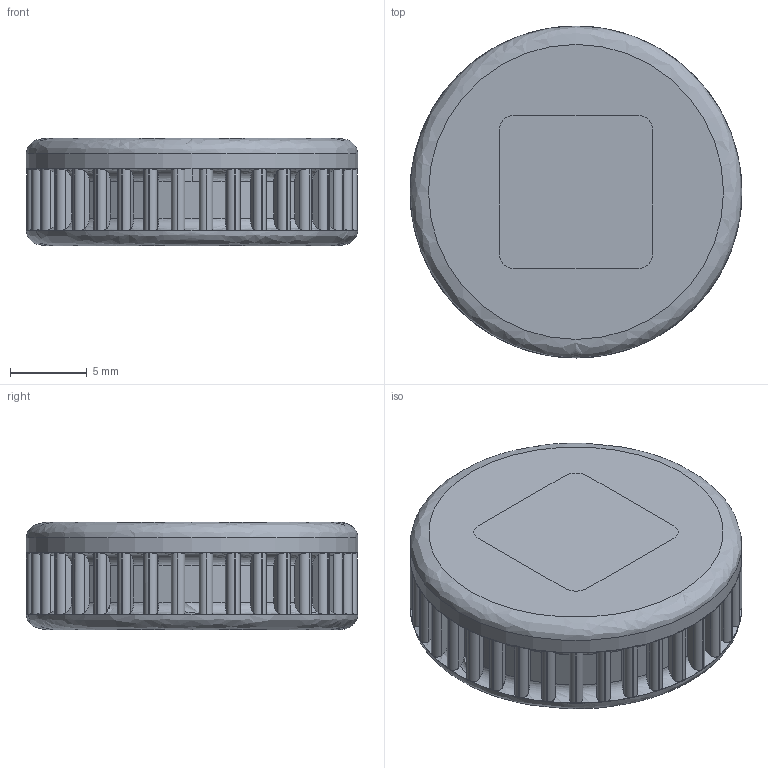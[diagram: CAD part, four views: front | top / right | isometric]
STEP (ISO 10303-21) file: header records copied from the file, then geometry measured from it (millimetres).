
FILE_DESCRIPTION(('HOOPS Exchange Step'),'2;1');
FILE_NAME('temp_export','2024-01-27T22:40:32+19:00',('jscotto'),('Shapr3D Limited'),'HOOPS Exchange 2023.2','Shapr3D','Authorized');
FILE_SCHEMA( ('AUTOMOTIVE_DESIGN { 1 0 10303 214 1 1 1 1 }') );
Length unit declared in the file: millimetre
Products named in the file (3): A; B; Top (Symbol)
Assembly tree (2 placements, depth 2):
  Top (Symbol)
    A
    B
Bounding box: 21.6 x 21.6 x 7 mm (x, y, z)
Volume: 2336.7 mm3; surface area: 3129.7 mm2
Topology: 4 solids, 4 shells, 357 faces, 1038 edges, 699 vertices
Faces by surface type: cylinder 137, plane 136, extrusion 72, bspline 12
Full cylindrical faces by diameter (mm): 21.6 x1
Entity records: 22387 total; most frequent: CARTESIAN_POINT 14185, ORIENTED_EDGE 2076, DIRECTION 1159, EDGE_CURVE 1038, VERTEX_POINT 699, B_SPLINE_CURVE_WITH_KNOTS 451, VECTOR 419, EDGE_LOOP 377
